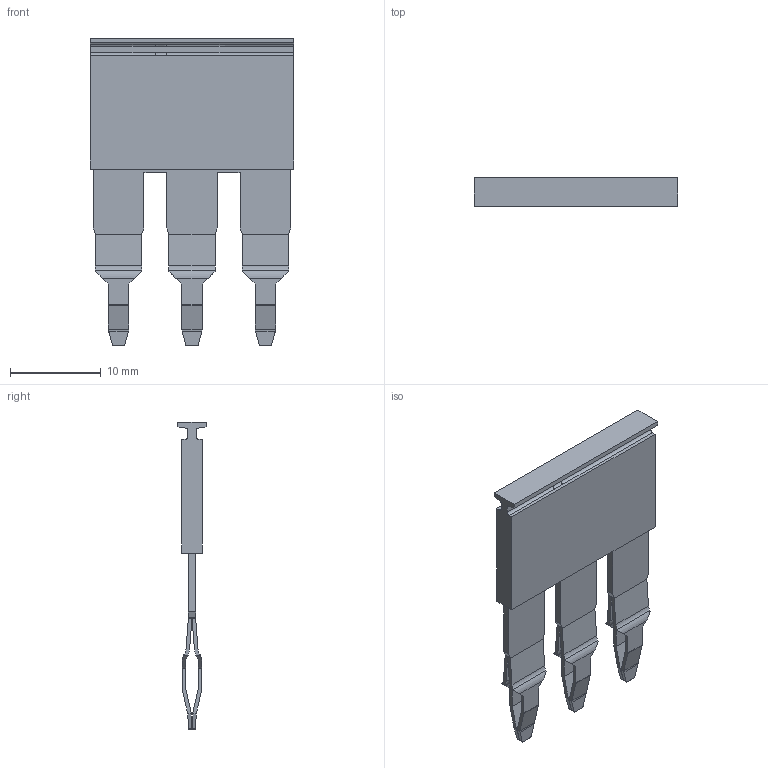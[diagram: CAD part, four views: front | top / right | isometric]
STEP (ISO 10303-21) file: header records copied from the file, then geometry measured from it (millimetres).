
FILE_DESCRIPTION(('CATIA V5R22 STEP214','CAx-IF Rec.Pracs.--- Model Styling and Organization---1.4--- 2014-01-23'),'2;1');
FILE_NAME ('017481-6_0', '2023-02-27T12:58:24+00:00', ('Weidmueller Interface'), ('Weidmueller'), 'CATIA Version 5-6 Release 2016 SP3 HF44', 'CATIA V5 STEP AP214', 'none');
FILE_SCHEMA(('AUTOMOTIVE_DESIGN { 1 0 10303 214 1 1 1 1 }'));
Length unit declared in the file: millimetre
Products named in the file (1): 1627860000
Bounding box: 22.4 x 3.1 x 33.96 mm (x, y, z)
Volume: 913.2 mm3; surface area: 1755.7 mm2
Topology: 2 solids, 2 shells, 200 faces, 589 edges, 393 vertices
Faces by surface type: plane 134, cylinder 44, extrusion 22
Entity records: 7317 total; most frequent: CARTESIAN_POINT 2168, ORIENTED_EDGE 1178, DIRECTION 855, EDGE_CURVE 589, VECTOR 427, LINE 405, VERTEX_POINT 393, AXIS2_PLACEMENT_3D 251
